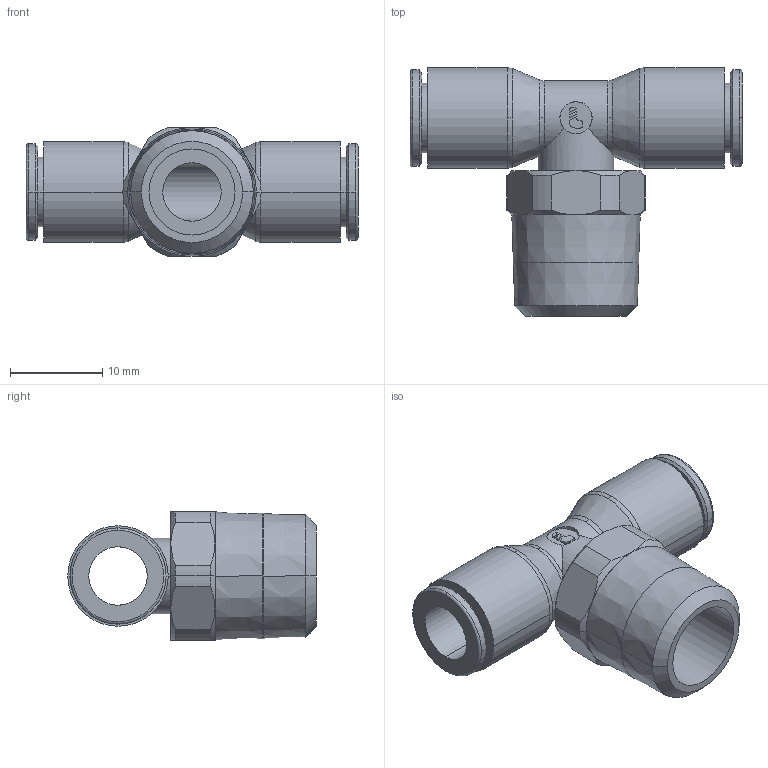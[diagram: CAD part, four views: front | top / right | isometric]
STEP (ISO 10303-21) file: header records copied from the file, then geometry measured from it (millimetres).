
FILE_DESCRIPTION(('STEP AP214'),'1');
FILE_NAME('3108_56_14.stp','2016-07-07T14:16:05',('TraceParts'),('TraceParts S.A.'),'Spatial InterOp 3D',' ',' ');
FILE_SCHEMA(('automotive_design'));
Length unit declared in the file: millimetre
Products named in the file (1): 1
Bounding box: 36.07 x 27 x 14 mm (x, y, z)
Volume: 3135.3 mm3; surface area: 3578.6 mm2
Topology: 1 solids, 1 shells, 121 faces, 300 edges, 192 vertices
Faces by surface type: cylinder 41, plane 36, cone 30, torus 14
Entity records: 3936 total; most frequent: CARTESIAN_POINT 996, DIRECTION 658, ORIENTED_EDGE 600, EDGE_CURVE 300, AXIS2_PLACEMENT_3D 277, VERTEX_POINT 192, CIRCLE 151, EDGE_LOOP 136
